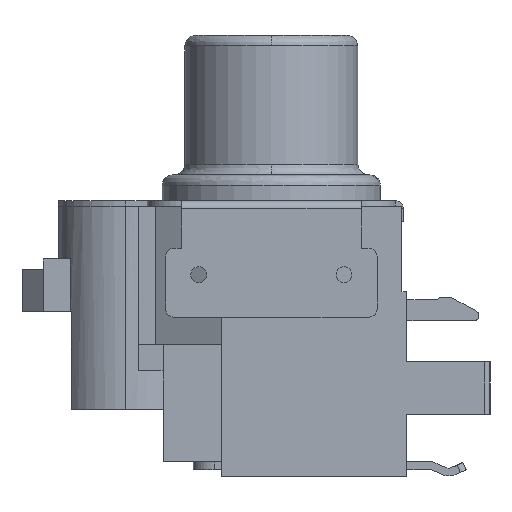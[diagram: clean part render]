
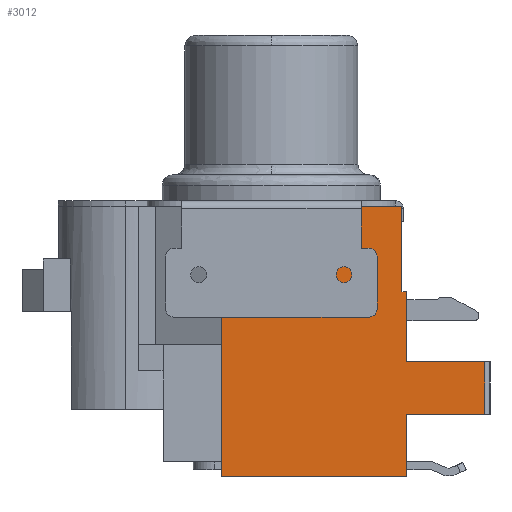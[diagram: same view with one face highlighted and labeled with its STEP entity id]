
A CAD part, left-side view. The second image highlights one B-rep face of the part: STEP entity #3012.
In plain terms, the highlighted planar face has unit normal (-1, 0, 0).
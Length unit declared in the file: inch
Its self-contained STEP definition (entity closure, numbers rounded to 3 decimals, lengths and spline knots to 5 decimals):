
#137 = LINE ( 'NONE', #9565, #802 ) ;
#139 = CARTESIAN_POINT ( 'NONE',  ( -0.50097, 0.009, -0.0675 ) ) ;
#259 = CARTESIAN_POINT ( 'NONE',  ( -0.50097, 0.009, 0.11494 ) ) ;
#365 = VECTOR ( 'NONE', #5652, 39.37008 ) ;
#626 = LINE ( 'NONE', #7462, #365 ) ;
#690 = FACE_OUTER_BOUND ( 'NONE', #906, .T. ) ;
#737 = LINE ( 'NONE', #8064, #7745 ) ;
#802 = VECTOR ( 'NONE', #5546, 39.37008 ) ;
#855 = ORIENTED_EDGE ( 'NONE', *, *, #7115, .F. ) ;
#906 = EDGE_LOOP ( 'NONE', ( #9855, #9068, #855, #5888, #5801, #8332, #4013, #3973, #9132, #4179 ) ) ;
#1162 = VERTEX_POINT ( 'NONE', #2871 ) ;
#1167 = EDGE_CURVE ( 'NONE', #4922, #1162, #737, .T. ) ;
#1436 = DIRECTION ( 'NONE',  ( 0., 0., -1. ) ) ;
#1484 = DIRECTION ( 'NONE',  ( 1., 0., 0. ) ) ;
#1614 = VECTOR ( 'NONE', #3967, 39.37008 ) ;
#1930 = VERTEX_POINT ( 'NONE', #6104 ) ;
#2101 = LINE ( 'NONE', #9052, #2372 ) ;
#2222 = DIRECTION ( 'NONE',  ( 0., 1., 0. ) ) ;
#2235 = CARTESIAN_POINT ( 'NONE',  ( -0.50097, -0.1478, 0.11494 ) ) ;
#2241 = CARTESIAN_POINT ( 'NONE',  ( -0.50097, 0.3505, 0.0945 ) ) ;
#2372 = VECTOR ( 'NONE', #9188, 39.37008 ) ;
#2509 = CARTESIAN_POINT ( 'NONE',  ( -0.50097, -0.1478, -0.2 ) ) ;
#2845 = VERTEX_POINT ( 'NONE', #2241 ) ;
#2871 = CARTESIAN_POINT ( 'NONE',  ( -0.50097, 0., -0.0675 ) ) ;
#3004 = VERTEX_POINT ( 'NONE', #5635 ) ;
#3012 = ADVANCED_FACE ( 'NONE', ( #690 ), #6503, .F. ) ;
#3157 = LINE ( 'NONE', #6498, #1614 ) ;
#3464 = DIRECTION ( 'NONE',  ( 0., 0., -1. ) ) ;
#3498 = VECTOR ( 'NONE', #1436, 39.37008 ) ;
#3689 = CARTESIAN_POINT ( 'NONE',  ( -0.50097, 0., -0.2 ) ) ;
#3967 = DIRECTION ( 'NONE',  ( 0., 0., -1. ) ) ;
#3973 = ORIENTED_EDGE ( 'NONE', *, *, #8539, .F. ) ;
#3977 = CARTESIAN_POINT ( 'NONE',  ( -0.50097, -0.1478, -0.3 ) ) ;
#4013 = ORIENTED_EDGE ( 'NONE', *, *, #6822, .F. ) ;
#4163 = CARTESIAN_POINT ( 'NONE',  ( -0.50097, 0., -0.4175 ) ) ;
#4179 = ORIENTED_EDGE ( 'NONE', *, *, #1167, .F. ) ;
#4538 = CARTESIAN_POINT ( 'NONE',  ( -0.50097, -0.01016, -0.4175 ) ) ;
#4575 = VECTOR ( 'NONE', #3464, 39.37008 ) ;
#4676 = VERTEX_POINT ( 'NONE', #3977 ) ;
#4786 = EDGE_CURVE ( 'NONE', #4676, #8164, #2101, .T. ) ;
#4794 = VERTEX_POINT ( 'NONE', #2509 ) ;
#4836 = VERTEX_POINT ( 'NONE', #4163 ) ;
#4922 = VERTEX_POINT ( 'NONE', #139 ) ;
#4941 = EDGE_CURVE ( 'NONE', #1162, #8284, #8236, .T. ) ;
#5026 = AXIS2_PLACEMENT_3D ( 'NONE', #7505, #1484, #2222 ) ;
#5546 = DIRECTION ( 'NONE',  ( 0., 0., 1. ) ) ;
#5635 = CARTESIAN_POINT ( 'NONE',  ( -0.50097, 0.3505, -0.4175 ) ) ;
#5652 = DIRECTION ( 'NONE',  ( 0., -1., 0. ) ) ;
#5801 = ORIENTED_EDGE ( 'NONE', *, *, #9764, .F. ) ;
#5888 = ORIENTED_EDGE ( 'NONE', *, *, #10203, .F. ) ;
#6074 = DIRECTION ( 'NONE',  ( 0., 1., 0. ) ) ;
#6104 = CARTESIAN_POINT ( 'NONE',  ( -0.50097, 0.009, 0.0945 ) ) ;
#6215 = LINE ( 'NONE', #10758, #7623 ) ;
#6498 = CARTESIAN_POINT ( 'NONE',  ( -0.50097, 0., 0.11494 ) ) ;
#6503 = PLANE ( 'NONE',  #5026 ) ;
#6510 = DIRECTION ( 'NONE',  ( 0., -1., 0. ) ) ;
#6822 = EDGE_CURVE ( 'NONE', #4794, #4676, #8335, .T. ) ;
#6825 = VECTOR ( 'NONE', #6074, 39.37008 ) ;
#7115 = EDGE_CURVE ( 'NONE', #3004, #2845, #137, .T. ) ;
#7462 = CARTESIAN_POINT ( 'NONE',  ( -0.50097, -0.15777, -0.2 ) ) ;
#7505 = CARTESIAN_POINT ( 'NONE',  ( -0.50097, -0.15777, 0.11494 ) ) ;
#7623 = VECTOR ( 'NONE', #6510, 39.37008 ) ;
#7745 = VECTOR ( 'NONE', #9713, 39.37008 ) ;
#7754 = CARTESIAN_POINT ( 'NONE',  ( -0.50097, 0., -0.3 ) ) ;
#8064 = CARTESIAN_POINT ( 'NONE',  ( -0.50097, 0.01025, -0.0675 ) ) ;
#8164 = VERTEX_POINT ( 'NONE', #7754 ) ;
#8236 = LINE ( 'NONE', #9380, #10029 ) ;
#8284 = VERTEX_POINT ( 'NONE', #3689 ) ;
#8332 = ORIENTED_EDGE ( 'NONE', *, *, #4786, .F. ) ;
#8335 = LINE ( 'NONE', #2235, #3498 ) ;
#8366 = LINE ( 'NONE', #4538, #6825 ) ;
#8539 = EDGE_CURVE ( 'NONE', #8284, #4794, #626, .T. ) ;
#9052 = CARTESIAN_POINT ( 'NONE',  ( -0.50097, -0.15777, -0.3 ) ) ;
#9068 = ORIENTED_EDGE ( 'NONE', *, *, #9452, .F. ) ;
#9132 = ORIENTED_EDGE ( 'NONE', *, *, #4941, .F. ) ;
#9188 = DIRECTION ( 'NONE',  ( 0., 1., 0. ) ) ;
#9380 = CARTESIAN_POINT ( 'NONE',  ( -0.50097, 0., 0.11494 ) ) ;
#9452 = EDGE_CURVE ( 'NONE', #2845, #1930, #6215, .T. ) ;
#9565 = CARTESIAN_POINT ( 'NONE',  ( -0.50097, 0.3505, 0.11494 ) ) ;
#9713 = DIRECTION ( 'NONE',  ( 0., -1., 0. ) ) ;
#9764 = EDGE_CURVE ( 'NONE', #8164, #4836, #3157, .T. ) ;
#9855 = ORIENTED_EDGE ( 'NONE', *, *, #10620, .F. ) ;
#10029 = VECTOR ( 'NONE', #10208, 39.37008 ) ;
#10203 = EDGE_CURVE ( 'NONE', #4836, #3004, #8366, .T. ) ;
#10208 = DIRECTION ( 'NONE',  ( 0., 0., -1. ) ) ;
#10415 = LINE ( 'NONE', #259, #4575 ) ;
#10620 = EDGE_CURVE ( 'NONE', #1930, #4922, #10415, .T. ) ;
#10758 = CARTESIAN_POINT ( 'NONE',  ( -0.50097, -0.15777, 0.0945 ) ) ;
